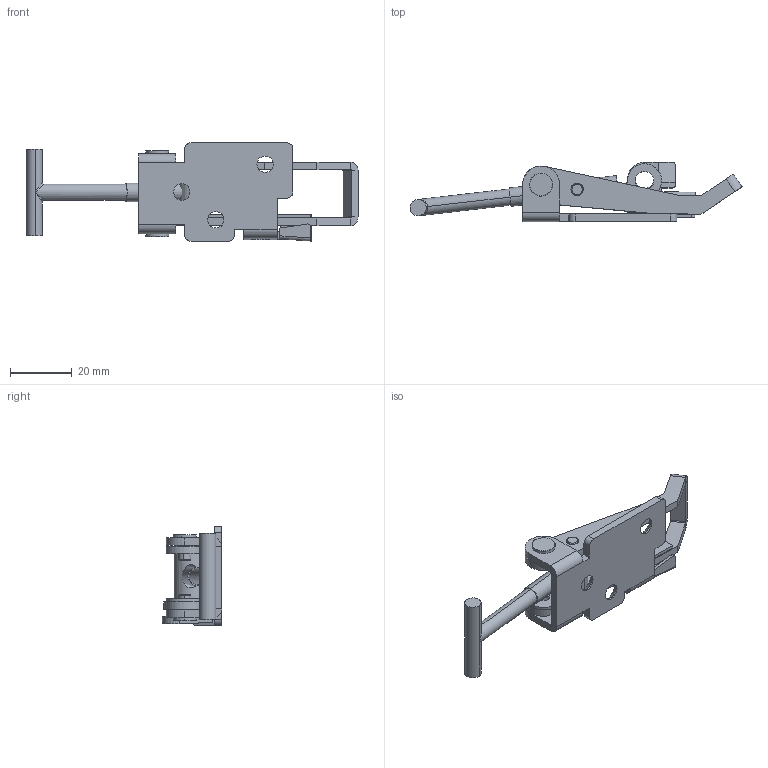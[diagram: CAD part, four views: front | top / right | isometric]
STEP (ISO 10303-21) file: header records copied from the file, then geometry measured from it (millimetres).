
FILE_DESCRIPTION (( 'STEP AP214' ), '1' );
FILE_NAME ('540763 - 702 TLC Stainless Safety catch Friction screw.STEP', '2017-02-06T12:57:12', ( '' ), ( '' ), 'SwSTEP 2.0', 'SolidWorks 2015', '' );
FILE_SCHEMA (( 'AUTOMOTIVE_DESIGN' ));
Length unit declared in the file: millimetre
Products named in the file (9): 702 - Platta LC Spärr; 540763 - 702 TLC Stainless Safety catch Friction screw; 702 - Bygel l廛鐷la; 702 - T-skruv M6; 702 - Safety Catch; 702 - Rulle Friktion m ring; 702 - Friction Ring; 702 - Rulle Friktion; 702 - Ansatsnit
Assembly tree (9 placements, depth 3):
  540763 - 702 TLC Stainless Safety catch Friction screw
    702 - Platta LC Spärr
    702 - Bygel l廛鐷la
    702 - Ansatsnit  x2
    702 - Rulle Friktion m ring
      702 - Rulle Friktion
      702 - Friction Ring
    702 - Safety Catch
    702 - T-skruv M6
Bounding box: 107.61 x 19.3 x 32 mm (x, y, z)
Volume: 11598.2 mm3; surface area: 12367.2 mm2
Topology: 8 solids, 8 shells, 215 faces, 510 edges, 315 vertices
Faces by surface type: plane 98, cylinder 95, cone 16, torus 4, bspline 2
Entity records: 6491 total; most frequent: CARTESIAN_POINT 1310, DIRECTION 1064, ORIENTED_EDGE 960, EDGE_CURVE 480, AXIS2_PLACEMENT_3D 391, VERTEX_POINT 299, LINE 282, VECTOR 282
